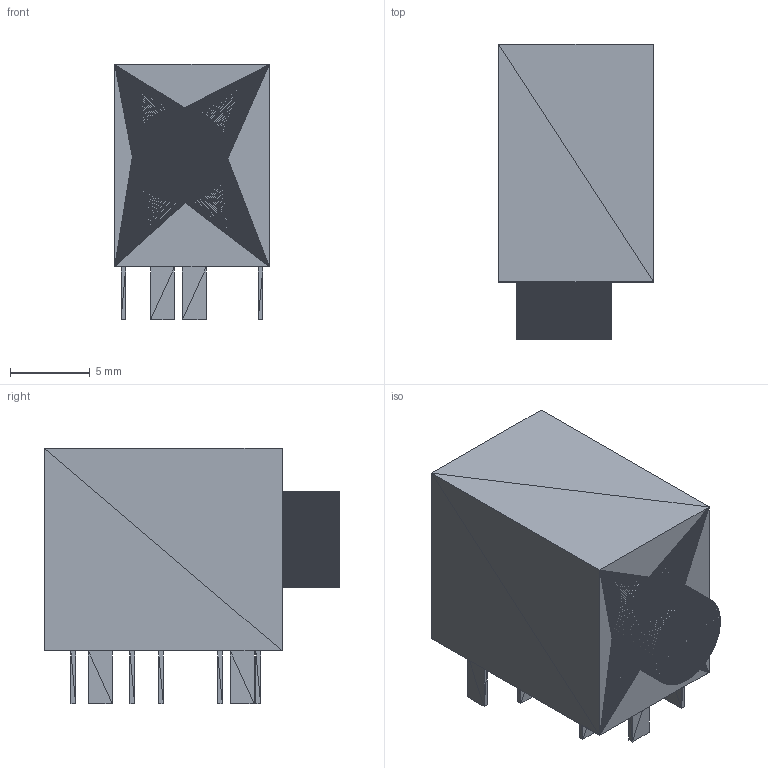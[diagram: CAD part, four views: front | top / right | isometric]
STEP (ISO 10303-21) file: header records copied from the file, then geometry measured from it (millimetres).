
FILE_DESCRIPTION(('CAx-IF Rec.Pracs.---Model Styling and Organization---1.5---2016-08-15','CAx-IF Rec.Pracs.---Geometric and Assembly Validation Properties---4.4---2016-08-17','CAx-IF Rec.Pracs.---User Defined Attributes---1.5---2016-08-15','CAx-IF Rec.Pracs.---External References---2.1---2005-01-19'),'2;1');
FILE_NAME('SJ1-353XNS.step','2020-05-23T19:52:47',('Unspecified'),('Unspecified'),'CAD Exchanger 3.8.0 (cadexchanger.com)','Unspecified','');
FILE_SCHEMA(('AUTOMOTIVE_DESIGN { 1 0 10303 214 1 1 1 1 }'));
Length unit declared in the file: millimetre
Products named in the file (1): OpenSCAD_Model
Bounding box: 9.7 x 18.5 x 16 mm (x, y, z)
Surface area: 1076.8 mm2 (no closed solid volume)
Topology: 0 solids, 1580 shells, 1580 faces, 4740 edges, 4740 vertices
Faces by surface type: plane 1580
Entity records: 17394 total; most frequent: CARTESIAN_POINT 6320, DIRECTION 3160, FACE_SURFACE 1580, FACE_OUTER_BOUND 1580, POLY_LOOP 1580, PLANE 1580, AXIS2_PLACEMENT_3D 1580, APPLICATION_CONTEXT 1
